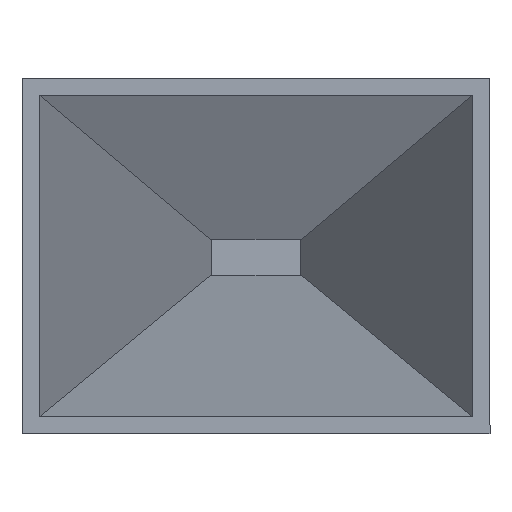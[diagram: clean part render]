
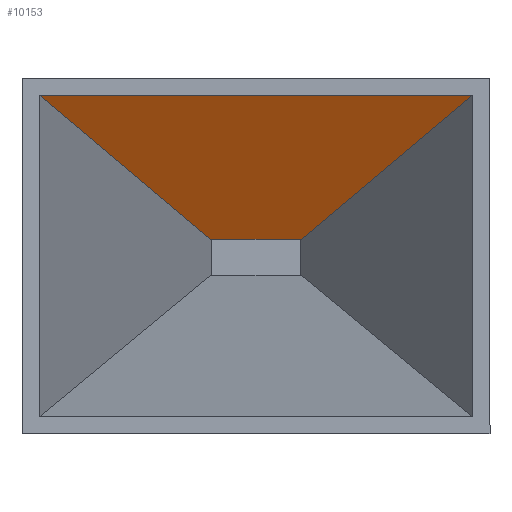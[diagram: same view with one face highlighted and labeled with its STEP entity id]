
A CAD part, top view. The second image highlights one B-rep face of the part: STEP entity #10153.
In plain terms, the highlighted face is planar.
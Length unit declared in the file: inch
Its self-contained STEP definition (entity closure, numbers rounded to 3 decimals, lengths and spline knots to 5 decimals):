
#124 = ORIENTED_EDGE ( 'NONE', *, *, #19919, .F. ) ;
#132 = LINE ( 'NONE', #17652, #3615 ) ;
#206 = DIRECTION ( 'NONE',  ( -0.986, 0., 0.169 ) ) ;
#2365 = DIRECTION ( 'NONE',  ( 0.169, 0., 0.986 ) ) ;
#2967 = VECTOR ( 'NONE', #6060, 39.37008 ) ;
#3615 = VECTOR ( 'NONE', #7879, 39.37008 ) ;
#3759 = LINE ( 'NONE', #11360, #7135 ) ;
#3892 = VERTEX_POINT ( 'NONE', #21272 ) ;
#4121 = ORIENTED_EDGE ( 'NONE', *, *, #11531, .T. ) ;
#4153 = VERTEX_POINT ( 'NONE', #12749 ) ;
#4441 = LINE ( 'NONE', #16100, #13725 ) ;
#5889 = EDGE_CURVE ( 'NONE', #25082, #20869, #23722, .T. ) ;
#6060 = DIRECTION ( 'NONE',  ( 0., -1., 0. ) ) ;
#6369 = CARTESIAN_POINT ( 'NONE',  ( 0.76188, 1.0269, 6.0425 ) ) ;
#7135 = VECTOR ( 'NONE', #13512, 39.37008 ) ;
#7191 = EDGE_CURVE ( 'NONE', #4153, #3892, #22946, .T. ) ;
#7645 = VERTEX_POINT ( 'NONE', #20872 ) ;
#7879 = DIRECTION ( 'NONE',  ( 0., -1., 0. ) ) ;
#7905 = EDGE_CURVE ( 'NONE', #7645, #20869, #132, .T. ) ;
#8116 = VERTEX_POINT ( 'NONE', #15793 ) ;
#8298 = VECTOR ( 'NONE', #18127, 39.37008 ) ;
#9570 = ORIENTED_EDGE ( 'NONE', *, *, #7191, .T. ) ;
#10153 = ADVANCED_FACE ( 'NONE', ( #19511 ), #14010, .T. ) ;
#11314 = ORIENTED_EDGE ( 'NONE', *, *, #7905, .F. ) ;
#11360 = CARTESIAN_POINT ( 'NONE',  ( 0.08106, -0.21, 2.083 ) ) ;
#11427 = VECTOR ( 'NONE', #15881, 39.37008 ) ;
#11531 = EDGE_CURVE ( 'NONE', #7645, #8116, #11828, .T. ) ;
#11828 = LINE ( 'NONE', #6369, #11427 ) ;
#12749 = CARTESIAN_POINT ( 'NONE',  ( 0.085, 0.21, 2.10589 ) ) ;
#13321 = EDGE_CURVE ( 'NONE', #4153, #8116, #4441, .T. ) ;
#13512 = DIRECTION ( 'NONE',  ( 0.169, 0., 0.986 ) ) ;
#13725 = VECTOR ( 'NONE', #23859, 39.37008 ) ;
#14010 = PLANE ( 'NONE',  #15904 ) ;
#15670 = CARTESIAN_POINT ( 'NONE',  ( -0.26914, 0., 0.04628 ) ) ;
#15793 = CARTESIAN_POINT ( 'NONE',  ( 0.08106, 0.21, 2.083 ) ) ;
#15881 = DIRECTION ( 'NONE',  ( -0.166, -0.199, -0.966 ) ) ;
#15904 = AXIS2_PLACEMENT_3D ( 'NONE', #15670, #206, #2365 ) ;
#15927 = CARTESIAN_POINT ( 'NONE',  ( 0.08106, -0.21, 2.083 ) ) ;
#16100 = CARTESIAN_POINT ( 'NONE',  ( 0.085, 0.21, 2.10589 ) ) ;
#17483 = CARTESIAN_POINT ( 'NONE',  ( 0.085, 0., 2.10589 ) ) ;
#17652 = CARTESIAN_POINT ( 'NONE',  ( 0.76188, 0., 6.0425 ) ) ;
#17760 = CARTESIAN_POINT ( 'NONE',  ( 0.76188, -1.0269, 6.0425 ) ) ;
#18127 = DIRECTION ( 'NONE',  ( 0.166, -0.199, 0.966 ) ) ;
#19511 = FACE_OUTER_BOUND ( 'NONE', #23168, .T. ) ;
#19919 = EDGE_CURVE ( 'NONE', #25082, #3892, #3759, .T. ) ;
#20112 = ORIENTED_EDGE ( 'NONE', *, *, #5889, .T. ) ;
#20869 = VERTEX_POINT ( 'NONE', #17760 ) ;
#20872 = CARTESIAN_POINT ( 'NONE',  ( 0.76188, 1.0269, 6.0425 ) ) ;
#21272 = CARTESIAN_POINT ( 'NONE',  ( 0.085, -0.21, 2.10589 ) ) ;
#21684 = ORIENTED_EDGE ( 'NONE', *, *, #13321, .F. ) ;
#22946 = LINE ( 'NONE', #17483, #2967 ) ;
#23168 = EDGE_LOOP ( 'NONE', ( #21684, #9570, #124, #20112, #11314, #4121 ) ) ;
#23722 = LINE ( 'NONE', #24092, #8298 ) ;
#23859 = DIRECTION ( 'NONE',  ( -0.169, 0., -0.986 ) ) ;
#24092 = CARTESIAN_POINT ( 'NONE',  ( 0.08106, -0.21, 2.083 ) ) ;
#25082 = VERTEX_POINT ( 'NONE', #15927 ) ;
